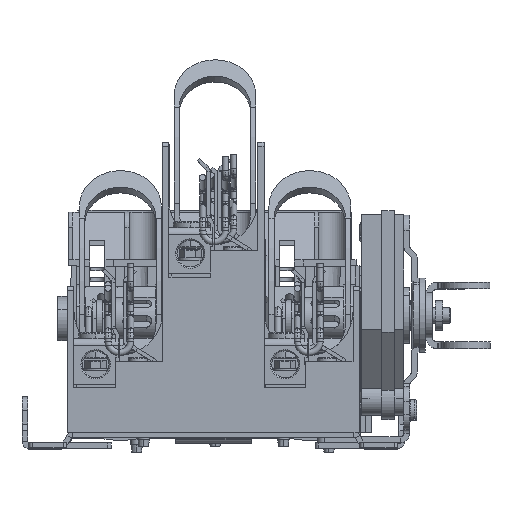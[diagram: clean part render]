
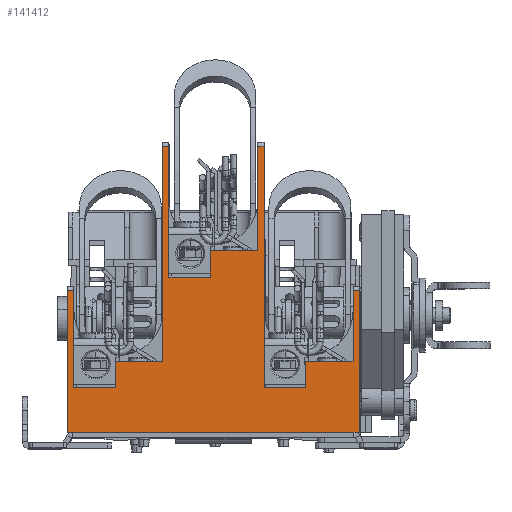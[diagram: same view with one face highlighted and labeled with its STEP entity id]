
A CAD part, top view. The second image highlights one B-rep face of the part: STEP entity #141412.
In plain terms, the highlighted planar face has unit normal (0, 0, 1).
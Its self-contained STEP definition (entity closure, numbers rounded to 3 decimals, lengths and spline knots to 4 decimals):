
#139381=DIRECTION('',(1.,0.,0.));
#139382=VECTOR('',#139381,4.83);
#139383=CARTESIAN_POINT('',(0.647,0.263,5.741));
#139384=LINE('',#139383,#139382);
#139720=DIRECTION('',(0.,1.,0.));
#139721=VECTOR('',#139720,3.9975);
#139722=CARTESIAN_POINT('',(3.9005,0.9955,5.741));
#139723=LINE('',#139722,#139721);
#139753=DIRECTION('',(0.,1.,0.));
#139754=VECTOR('',#139753,2.1595);
#139755=CARTESIAN_POINT('',(2.324,2.8335,5.741));
#139756=LINE('',#139755,#139754);
#139824=DIRECTION('',(-1.,0.,0.));
#139825=VECTOR('',#139824,0.1005);
#139826=CARTESIAN_POINT('',(0.7475,2.606,5.741));
#139827=LINE('',#139826,#139825);
#139828=DIRECTION('',(1.,0.,0.));
#139829=VECTOR('',#139828,0.686);
#139830=CARTESIAN_POINT('',(0.7475,0.9955,5.741));
#139831=LINE('',#139830,#139829);
#139832=DIRECTION('',(0.,-1.,0.));
#139833=VECTOR('',#139832,3.5565);
#139834=CARTESIAN_POINT('',(2.2235,4.993,5.741));
#139835=LINE('',#139834,#139833);
#139836=DIRECTION('',(1.,0.,0.));
#139837=VECTOR('',#139836,0.1005);
#139838=CARTESIAN_POINT('',(2.2235,4.993,5.741));
#139839=LINE('',#139838,#139837);
#139840=DIRECTION('',(1.,0.,0.));
#139841=VECTOR('',#139840,0.686);
#139842=CARTESIAN_POINT('',(2.324,2.8335,5.741));
#139843=LINE('',#139842,#139841);
#139844=DIRECTION('',(0.,1.,0.));
#139845=VECTOR('',#139844,0.441);
#139846=CARTESIAN_POINT('',(3.01,2.8335,5.741));
#139847=LINE('',#139846,#139845);
#139848=DIRECTION('',(0.,-1.,0.));
#139849=VECTOR('',#139848,1.7185);
#139850=CARTESIAN_POINT('',(3.8,4.993,5.741));
#139851=LINE('',#139850,#139849);
#139852=DIRECTION('',(1.,0.,0.));
#139853=VECTOR('',#139852,0.1005);
#139854=CARTESIAN_POINT('',(3.8,4.993,5.741));
#139855=LINE('',#139854,#139853);
#139856=DIRECTION('',(1.,0.,0.));
#139857=VECTOR('',#139856,0.686);
#139858=CARTESIAN_POINT('',(3.9005,0.9955,5.741));
#139859=LINE('',#139858,#139857);
#139860=DIRECTION('',(0.,-1.,0.));
#139861=VECTOR('',#139860,1.1695);
#139862=CARTESIAN_POINT('',(5.3765,2.606,5.741));
#139863=LINE('',#139862,#139861);
#139864=DIRECTION('',(-1.,0.,0.));
#139865=VECTOR('',#139864,0.1005);
#139866=CARTESIAN_POINT('',(5.477,2.606,5.741));
#139867=LINE('',#139866,#139865);
#139868=DIRECTION('',(0.,1.,0.));
#139869=VECTOR('',#139868,2.343);
#139870=CARTESIAN_POINT('',(0.647,0.263,5.741));
#139871=LINE('',#139870,#139869);
#139903=DIRECTION('',(0.,1.,0.));
#139904=VECTOR('',#139903,1.6105);
#139905=CARTESIAN_POINT('',(0.7475,0.9955,5.741));
#139906=LINE('',#139905,#139904);
#140001=DIRECTION('',(1.,0.,0.));
#140002=VECTOR('',#140001,0.79);
#140003=CARTESIAN_POINT('',(1.4335,1.4365,5.741));
#140004=LINE('',#140003,#140002);
#140013=DIRECTION('',(1.,0.,0.));
#140014=VECTOR('',#140013,0.79);
#140015=CARTESIAN_POINT('',(4.5865,1.4365,5.741));
#140016=LINE('',#140015,#140014);
#140029=DIRECTION('',(0.,-1.,0.));
#140030=VECTOR('',#140029,0.441);
#140031=CARTESIAN_POINT('',(1.4335,1.4365,5.741));
#140032=LINE('',#140031,#140030);
#140129=DIRECTION('',(0.,-1.,0.));
#140130=VECTOR('',#140129,0.441);
#140131=CARTESIAN_POINT('',(4.5865,1.4365,5.741));
#140132=LINE('',#140131,#140130);
#140181=DIRECTION('',(0.,1.,0.));
#140182=VECTOR('',#140181,2.343);
#140183=CARTESIAN_POINT('',(5.477,0.263,5.741));
#140184=LINE('',#140183,#140182);
#140264=DIRECTION('',(1.,0.,0.));
#140265=VECTOR('',#140264,0.79);
#140266=CARTESIAN_POINT('',(3.01,3.2745,5.741));
#140267=LINE('',#140266,#140265);
#140497=CARTESIAN_POINT('',(0.647,0.263,5.741));
#140498=CARTESIAN_POINT('',(5.477,0.263,5.741));
#140499=VERTEX_POINT('',#140497);
#140500=VERTEX_POINT('',#140498);
#140505=CARTESIAN_POINT('',(2.324,2.8335,5.741));
#140506=CARTESIAN_POINT('',(3.01,2.8335,5.741));
#140507=VERTEX_POINT('',#140505);
#140508=VERTEX_POINT('',#140506);
#140509=CARTESIAN_POINT('',(0.7475,0.9955,5.741));
#140510=CARTESIAN_POINT('',(1.4335,0.9955,5.741));
#140511=VERTEX_POINT('',#140509);
#140512=VERTEX_POINT('',#140510);
#140513=CARTESIAN_POINT('',(3.9005,0.9955,5.741));
#140514=CARTESIAN_POINT('',(4.5865,0.9955,5.741));
#140515=VERTEX_POINT('',#140513);
#140516=VERTEX_POINT('',#140514);
#140602=CARTESIAN_POINT('',(3.01,3.2745,5.741));
#140604=VERTEX_POINT('',#140602);
#140609=CARTESIAN_POINT('',(3.8,3.2745,5.741));
#140611=VERTEX_POINT('',#140609);
#140614=CARTESIAN_POINT('',(1.4335,1.4365,5.741));
#140616=VERTEX_POINT('',#140614);
#140618=CARTESIAN_POINT('',(4.5865,1.4365,5.741));
#140620=VERTEX_POINT('',#140618);
#140629=CARTESIAN_POINT('',(2.2235,1.4365,5.741));
#140631=VERTEX_POINT('',#140629);
#140633=CARTESIAN_POINT('',(5.3765,1.4365,5.741));
#140635=VERTEX_POINT('',#140633);
#140806=CARTESIAN_POINT('',(2.324,4.993,5.741));
#140808=VERTEX_POINT('',#140806);
#140809=CARTESIAN_POINT('',(2.2235,4.993,5.741));
#140810=VERTEX_POINT('',#140809);
#140814=CARTESIAN_POINT('',(3.9005,4.993,5.741));
#140816=VERTEX_POINT('',#140814);
#140817=CARTESIAN_POINT('',(3.8,4.993,5.741));
#140818=VERTEX_POINT('',#140817);
#140837=CARTESIAN_POINT('',(0.647,2.606,5.741));
#140839=VERTEX_POINT('',#140837);
#140843=CARTESIAN_POINT('',(0.7475,2.606,5.741));
#140844=VERTEX_POINT('',#140843);
#140845=CARTESIAN_POINT('',(5.3765,2.606,5.741));
#140847=VERTEX_POINT('',#140845);
#140851=CARTESIAN_POINT('',(5.477,2.606,5.741));
#140852=VERTEX_POINT('',#140851);
#141368=CARTESIAN_POINT('',(0.647,0.263,5.741));
#141369=DIRECTION('',(0.,0.,1.));
#141370=DIRECTION('',(1.,0.,0.));
#141371=AXIS2_PLACEMENT_3D('',#141368,#141369,#141370);
#141372=PLANE('',#141371);
#141374=ORIENTED_EDGE('',*,*,#141373,.F.);
#141376=ORIENTED_EDGE('',*,*,#141375,.F.);
#141378=ORIENTED_EDGE('',*,*,#141377,.T.);
#141380=ORIENTED_EDGE('',*,*,#141379,.F.);
#141382=ORIENTED_EDGE('',*,*,#141381,.T.);
#141383=ORIENTED_EDGE('',*,*,#141336,.F.);
#141384=ORIENTED_EDGE('',*,*,#141361,.T.);
#141385=ORIENTED_EDGE('',*,*,#141289,.F.);
#141387=ORIENTED_EDGE('',*,*,#141386,.T.);
#141389=ORIENTED_EDGE('',*,*,#141388,.T.);
#141391=ORIENTED_EDGE('',*,*,#141390,.T.);
#141392=ORIENTED_EDGE('',*,*,#141159,.F.);
#141393=ORIENTED_EDGE('',*,*,#141188,.T.);
#141394=ORIENTED_EDGE('',*,*,#141221,.F.);
#141396=ORIENTED_EDGE('',*,*,#141395,.T.);
#141398=ORIENTED_EDGE('',*,*,#141397,.F.);
#141400=ORIENTED_EDGE('',*,*,#141399,.T.);
#141402=ORIENTED_EDGE('',*,*,#141401,.F.);
#141404=ORIENTED_EDGE('',*,*,#141403,.F.);
#141406=ORIENTED_EDGE('',*,*,#141405,.F.);
#141407=ORIENTED_EDGE('',*,*,#140876,.F.);
#141409=ORIENTED_EDGE('',*,*,#141408,.T.);
#141410=EDGE_LOOP('',(#141374,#141376,#141378,#141380,#141382,#141383,#141384,
#141385,#141387,#141389,#141391,#141392,#141393,#141394,#141396,#141398,#141400,
#141402,#141404,#141406,#141407,#141409));
#141411=FACE_OUTER_BOUND('',#141410,.F.);
#141412=ADVANCED_FACE('',(#141411),#141372,.T.);
#140876=EDGE_CURVE('',#140499,#140500,#139384,.T.);
#141159=EDGE_CURVE('',#140818,#140611,#139851,.T.);
#141188=EDGE_CURVE('',#140818,#140816,#139855,.T.);
#141221=EDGE_CURVE('',#140515,#140816,#139723,.T.);
#141289=EDGE_CURVE('',#140507,#140808,#139756,.T.);
#141336=EDGE_CURVE('',#140810,#140631,#139835,.T.);
#141361=EDGE_CURVE('',#140810,#140808,#139839,.T.);
#141373=EDGE_CURVE('',#140844,#140839,#139827,.T.);
#141375=EDGE_CURVE('',#140511,#140844,#139906,.T.);
#141377=EDGE_CURVE('',#140511,#140512,#139831,.T.);
#141379=EDGE_CURVE('',#140616,#140512,#140032,.T.);
#141381=EDGE_CURVE('',#140616,#140631,#140004,.T.);
#141386=EDGE_CURVE('',#140507,#140508,#139843,.T.);
#141388=EDGE_CURVE('',#140508,#140604,#139847,.T.);
#141390=EDGE_CURVE('',#140604,#140611,#140267,.T.);
#141395=EDGE_CURVE('',#140515,#140516,#139859,.T.);
#141397=EDGE_CURVE('',#140620,#140516,#140132,.T.);
#141399=EDGE_CURVE('',#140620,#140635,#140016,.T.);
#141401=EDGE_CURVE('',#140847,#140635,#139863,.T.);
#141403=EDGE_CURVE('',#140852,#140847,#139867,.T.);
#141405=EDGE_CURVE('',#140500,#140852,#140184,.T.);
#141408=EDGE_CURVE('',#140499,#140839,#139871,.T.);
